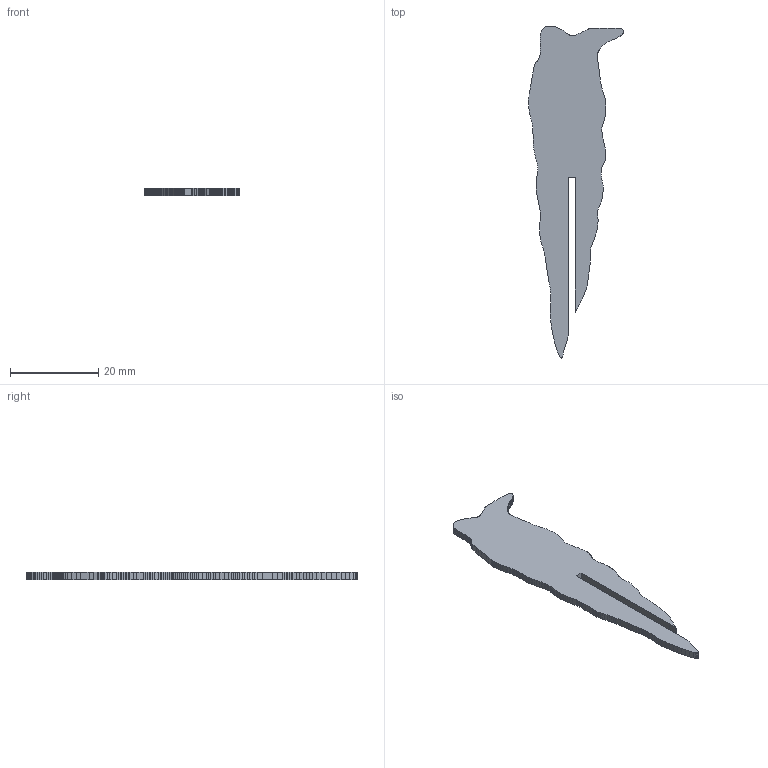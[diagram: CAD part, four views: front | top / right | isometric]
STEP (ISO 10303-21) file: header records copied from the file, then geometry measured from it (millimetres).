
FILE_DESCRIPTION(('FreeCAD Model'),'2;1');
FILE_NAME('Open CASCADE Shape Model','2025-04-02T12:29:28',(''),(''), 'Open CASCADE STEP processor 7.6','FreeCAD','Unknown');
FILE_SCHEMA(('AUTOMOTIVE_DESIGN { 1 0 10303 214 1 1 1 1 }'));
Length unit declared in the file: millimetre
Products named in the file (2): BugBackbone 1; _autosave-BugBackbone_PCB
Assembly tree (1 placements, depth 2):
  BugBackbone 1
    _autosave-BugBackbone_PCB
Bounding box: 21.65 x 75.36 x 1.6 mm (x, y, z)
Volume: 1367.7 mm3; surface area: 2090.6 mm2
Topology: 1 solids, 1 shells, 376 faces, 1122 edges, 748 vertices
Faces by surface type: plane 376
Entity records: 12406 total; most frequent: CARTESIAN_POINT 2248, ORIENTED_EDGE 2244, DIRECTION 1878, EDGE_CURVE 1122, LINE 1122, VECTOR 1122, VERTEX_POINT 748, AXIS2_PLACEMENT_3D 378
